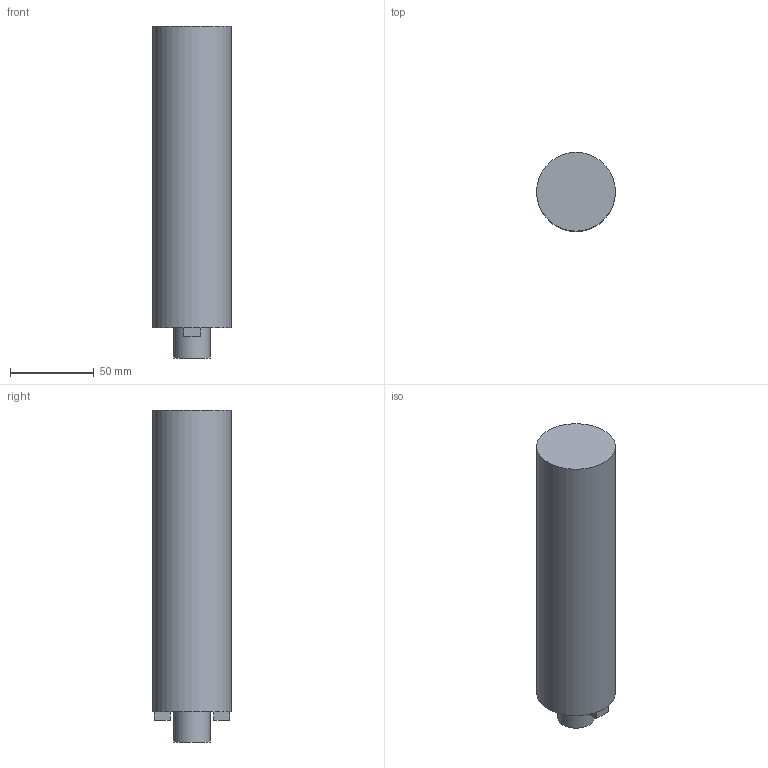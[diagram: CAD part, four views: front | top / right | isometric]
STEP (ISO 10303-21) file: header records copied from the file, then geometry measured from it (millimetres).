
FILE_DESCRIPTION((''),'1');
FILE_NAME('SDF36-FMH22DP-47-180.stp','2022-10-03T00:31:17',(''),(''),'Spatial Interop R21 SP3','Kubotek KeyCreator 2011 V10.0.2 (22737)',' ');
FILE_SCHEMA(('automotive_design'));
Length unit declared in the file: millimetre
Products named in the file (1): 240[2]
Bounding box: 47 x 47 x 198 mm (x, y, z)
Volume: 317439.3 mm3; surface area: 32902.3 mm2
Topology: 1 solids, 1 shells, 19 faces, 37 edges, 25 vertices
Faces by surface type: plane 15, cylinder 4
Full cylindrical faces by diameter (mm): 8.5 x1, 10.5 x1, 22 x1, 47 x1
Entity records: 874 total; most frequent: DIRECTION 80, CARTESIAN_POINT 76, PRESENTATION_STYLE_ASSIGNMENT 72, COLOUR_RGB 72, ORIENTED_EDGE 64, STYLED_ITEM 52, CURVE_STYLE 52, DRAUGHTING_PRE_DEFINED_CURVE_FONT 52
